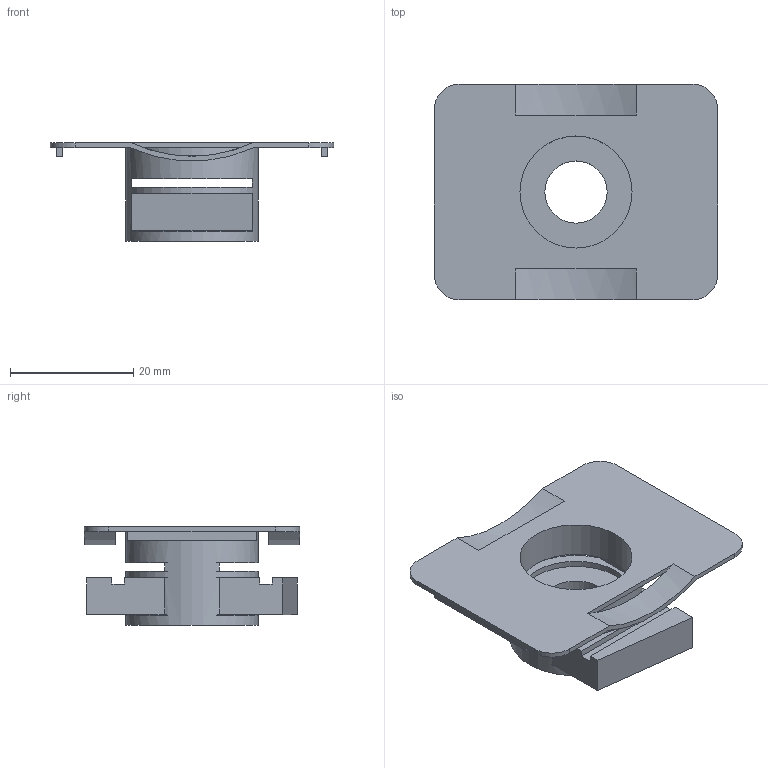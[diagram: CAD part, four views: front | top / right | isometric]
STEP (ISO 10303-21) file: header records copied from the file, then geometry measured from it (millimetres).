
FILE_DESCRIPTION((''),'2;1');
FILE_NAME('152329.stp','2013-05-02T14:35:09',('DMK009'),(''),'Autodesk Inventor 2012','Autodesk Inventor 2012','');
FILE_SCHEMA(('AUTOMOTIVE_DESIGN { 1 0 10303 214 1 1 1 1 }'));
Length unit declared in the file: millimetre
Products named in the file (1): 152329
Bounding box: 46 x 35 x 16 mm (x, y, z)
Volume: 5317.4 mm3; surface area: 6751.7 mm2
Topology: 2 solids, 2 shells, 56 faces, 156 edges, 103 vertices
Faces by surface type: plane 43, cylinder 13
Full cylindrical faces by diameter (mm): 10.106 x1, 15 x1, 18.2 x2, 21.5 x1
Entity records: 1868 total; most frequent: CARTESIAN_POINT 309, DIRECTION 302, ORIENTED_EDGE 300, EDGE_CURVE 150, VECTOR 112, LINE 112, VERTEX_POINT 102, AXIS2_PLACEMENT_3D 95
